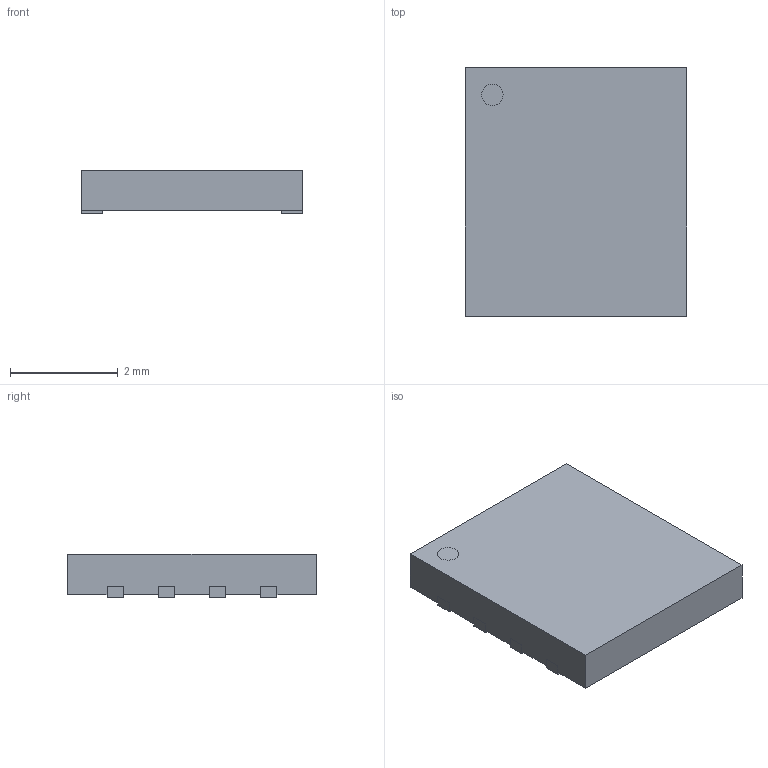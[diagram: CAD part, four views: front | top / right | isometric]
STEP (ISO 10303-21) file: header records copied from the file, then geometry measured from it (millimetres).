
FILE_DESCRIPTION((''),'2;1');
FILE_NAME('SON95P400X450X80-9N-R270X370.stp','2013-11-04T10:26:17',(''),(''),'Mechanical Desktop 2011','Mechanical Desktop 2011',', , ');
FILE_SCHEMA(('AUTOMOTIVE_DESIGN { 1 2 10303 214 1 1 1 1 }'));
Length unit declared in the file: millimetre
Products named in the file (1): Product
Bounding box: 4.1 x 4.6 x 0.8 mm (x, y, z)
Volume: 14.2 mm3; surface area: 56.3 mm2
Topology: 10 solids, 10 shells, 93 faces, 216 edges, 144 vertices
Faces by surface type: plane 49, bspline 40, cylinder 4
Entity records: 2641 total; most frequent: CARTESIAN_POINT 574, ORIENTED_EDGE 432, DIRECTION 332, EDGE_CURVE 216, VECTOR 208, LINE 208, VERTEX_POINT 144, EDGE_LOOP 94
